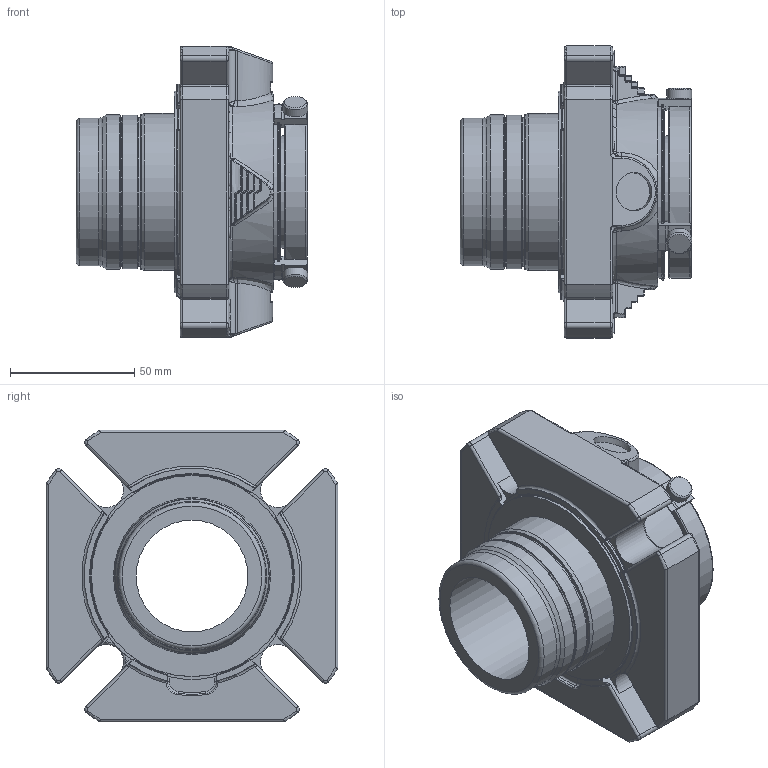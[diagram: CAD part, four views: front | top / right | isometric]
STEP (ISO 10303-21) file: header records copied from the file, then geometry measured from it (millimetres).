
FILE_DESCRIPTION(/* description */ ('Unknown'),/* implementation_level */ '2;1');
FILE_NAME(/* name */ '45mm - STEP',/* time_stamp */ '2023-01-26T15:20:07+00:00',/* author */ ('Unknown'),/* organization */ ('Unknown'),/* preprocessor_version */ 'ST-DEVELOPER v16.7',/* originating_system */ 'Solid Edge',/* authorisation */ 'Unknown');
FILE_SCHEMA (('AUTOMOTIVE_DESIGN {1 0 10303 214 3 1 1}'));
Length unit declared in the file: millimetre
Products named in the file (1): 45MM - 3
Bounding box: 93.24 x 117.45 x 117.45 mm (x, y, z)
Volume: 357937.1 mm3; surface area: 72127.9 mm2
Topology: 1 solids, 1 shells, 998 faces, 2571 edges, 1592 vertices
Faces by surface type: cylinder 313, plane 311, bspline 225, torus 105, cone 28, sphere 16
Full cylindrical faces by diameter (mm): 4.837 x2, 10 x3, 15.342 x2, 45 x1, 45.11 x1, 47.6 x1, 59.284 x1, 59.944 x2, 61.925 x1, 62.027 x1, 63.221 x1, 69.342 x3, 70.866 x1, 78.105 x1, 81 x1, 81.051 x1, 81.458 x1, 81.712 x1
Entity records: 33488 total; most frequent: CARTESIAN_POINT 10854, ORIENTED_EDGE 4954, DIRECTION 4312, EDGE_CURVE 2477, AXIS2_PLACEMENT_3D 1594, VERTEX_POINT 1573, LINE 1124, VECTOR 1124
